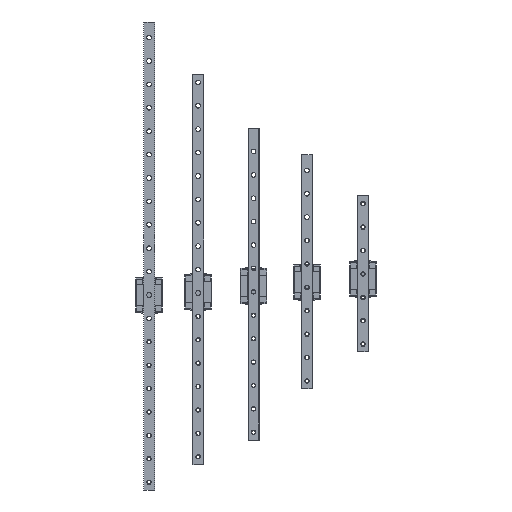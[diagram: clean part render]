
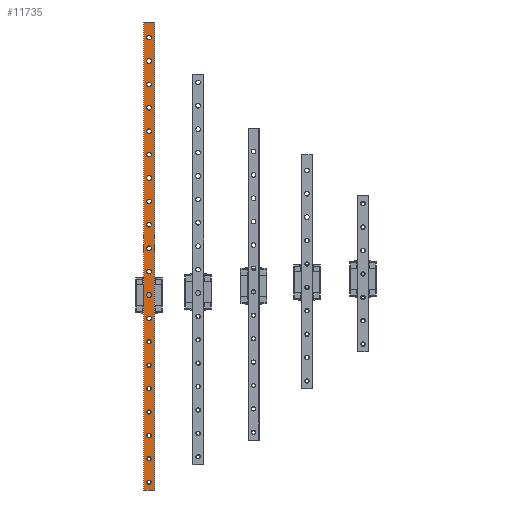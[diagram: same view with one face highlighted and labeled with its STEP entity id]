
A CAD part, front view. The second image highlights one B-rep face of the part: STEP entity #11735.
In plain terms, the highlighted planar face has unit normal (0, -1, 0).
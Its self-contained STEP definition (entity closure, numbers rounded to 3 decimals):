
#434=FACE_BOUND('',#2148,.T.);
#435=FACE_BOUND('',#2149,.T.);
#436=FACE_BOUND('',#2150,.T.);
#437=FACE_BOUND('',#2151,.T.);
#438=FACE_BOUND('',#2152,.T.);
#439=FACE_BOUND('',#2153,.T.);
#440=FACE_BOUND('',#2154,.T.);
#441=FACE_BOUND('',#2155,.T.);
#442=FACE_BOUND('',#2156,.T.);
#443=FACE_BOUND('',#2157,.T.);
#444=FACE_BOUND('',#2158,.T.);
#445=FACE_BOUND('',#2159,.T.);
#446=FACE_BOUND('',#2160,.T.);
#447=FACE_BOUND('',#2161,.T.);
#448=FACE_BOUND('',#2162,.T.);
#449=FACE_BOUND('',#2163,.T.);
#450=FACE_BOUND('',#2164,.T.);
#451=FACE_BOUND('',#2165,.T.);
#452=FACE_BOUND('',#2166,.T.);
#453=FACE_BOUND('',#2167,.T.);
#632=PLANE('',#12951);
#1367=FACE_OUTER_BOUND('',#2147,.T.);
#2147=EDGE_LOOP('',(#9417,#9418,#9419,#9420));
#2148=EDGE_LOOP('',(#9421));
#2149=EDGE_LOOP('',(#9422));
#2150=EDGE_LOOP('',(#9423));
#2151=EDGE_LOOP('',(#9424));
#2152=EDGE_LOOP('',(#9425));
#2153=EDGE_LOOP('',(#9426));
#2154=EDGE_LOOP('',(#9427));
#2155=EDGE_LOOP('',(#9428));
#2156=EDGE_LOOP('',(#9429));
#2157=EDGE_LOOP('',(#9430));
#2158=EDGE_LOOP('',(#9431));
#2159=EDGE_LOOP('',(#9432));
#2160=EDGE_LOOP('',(#9433));
#2161=EDGE_LOOP('',(#9434));
#2162=EDGE_LOOP('',(#9435));
#2163=EDGE_LOOP('',(#9436));
#2164=EDGE_LOOP('',(#9437));
#2165=EDGE_LOOP('',(#9438));
#2166=EDGE_LOOP('',(#9439));
#2167=EDGE_LOOP('',(#9440));
#2915=LINE('',#18535,#3949);
#2967=LINE('',#18731,#4001);
#2968=LINE('',#18734,#4002);
#2969=LINE('',#18735,#4003);
#3949=VECTOR('',#15064,10.);
#4001=VECTOR('',#15280,1000.);
#4002=VECTOR('',#15283,1000.);
#4003=VECTOR('',#15284,1000.);
#4952=CIRCLE('',#12813,1.5);
#4954=CIRCLE('',#12817,1.5);
#4956=CIRCLE('',#12821,1.5);
#4958=CIRCLE('',#12825,1.5);
#4960=CIRCLE('',#12829,1.5);
#4962=CIRCLE('',#12833,1.5);
#4964=CIRCLE('',#12837,1.5);
#4966=CIRCLE('',#12841,1.5);
#4968=CIRCLE('',#12845,1.5);
#4970=CIRCLE('',#12849,1.5);
#4972=CIRCLE('',#12853,1.5);
#4974=CIRCLE('',#12857,1.5);
#4979=CIRCLE('',#12866,1.5);
#4987=CIRCLE('',#12877,1.4);
#4991=CIRCLE('',#12883,1.4);
#4995=CIRCLE('',#12889,1.4);
#4999=CIRCLE('',#12895,1.4);
#5003=CIRCLE('',#12901,1.4);
#5007=CIRCLE('',#12907,1.4);
#5017=CIRCLE('',#12925,1.4);
#5669=VERTEX_POINT('',#18427);
#5671=VERTEX_POINT('',#18434);
#5673=VERTEX_POINT('',#18441);
#5675=VERTEX_POINT('',#18448);
#5677=VERTEX_POINT('',#18455);
#5679=VERTEX_POINT('',#18462);
#5681=VERTEX_POINT('',#18469);
#5683=VERTEX_POINT('',#18476);
#5685=VERTEX_POINT('',#18483);
#5687=VERTEX_POINT('',#18490);
#5689=VERTEX_POINT('',#18497);
#5691=VERTEX_POINT('',#18504);
#5696=VERTEX_POINT('',#18521);
#5701=VERTEX_POINT('',#18532);
#5702=VERTEX_POINT('',#18534);
#5718=VERTEX_POINT('',#18571);
#5722=VERTEX_POINT('',#18583);
#5726=VERTEX_POINT('',#18595);
#5730=VERTEX_POINT('',#18607);
#5734=VERTEX_POINT('',#18619);
#5738=VERTEX_POINT('',#18631);
#5748=VERTEX_POINT('',#18667);
#5764=VERTEX_POINT('',#18729);
#5765=VERTEX_POINT('',#18733);
#6954=EDGE_CURVE('',#5669,#5669,#4952,.T.);
#6957=EDGE_CURVE('',#5671,#5671,#4954,.T.);
#6960=EDGE_CURVE('',#5673,#5673,#4956,.T.);
#6963=EDGE_CURVE('',#5675,#5675,#4958,.T.);
#6966=EDGE_CURVE('',#5677,#5677,#4960,.T.);
#6969=EDGE_CURVE('',#5679,#5679,#4962,.T.);
#6972=EDGE_CURVE('',#5681,#5681,#4964,.T.);
#6975=EDGE_CURVE('',#5683,#5683,#4966,.T.);
#6978=EDGE_CURVE('',#5685,#5685,#4968,.T.);
#6981=EDGE_CURVE('',#5687,#5687,#4970,.T.);
#6984=EDGE_CURVE('',#5689,#5689,#4972,.T.);
#6987=EDGE_CURVE('',#5691,#5691,#4974,.T.);
#6995=EDGE_CURVE('',#5696,#5696,#4979,.T.);
#7000=EDGE_CURVE('',#5701,#5702,#2915,.T.);
#7020=EDGE_CURVE('',#5718,#5718,#4987,.T.);
#7026=EDGE_CURVE('',#5722,#5722,#4991,.T.);
#7032=EDGE_CURVE('',#5726,#5726,#4995,.T.);
#7038=EDGE_CURVE('',#5730,#5730,#4999,.T.);
#7044=EDGE_CURVE('',#5734,#5734,#5003,.T.);
#7050=EDGE_CURVE('',#5738,#5738,#5007,.T.);
#7068=EDGE_CURVE('',#5748,#5748,#5017,.T.);
#7099=EDGE_CURVE('',#5701,#5764,#2967,.T.);
#7100=EDGE_CURVE('',#5764,#5765,#2968,.T.);
#7101=EDGE_CURVE('',#5702,#5765,#2969,.T.);
#9417=ORIENTED_EDGE('',*,*,#7100,.T.);
#9418=ORIENTED_EDGE('',*,*,#7101,.F.);
#9419=ORIENTED_EDGE('',*,*,#7000,.F.);
#9420=ORIENTED_EDGE('',*,*,#7099,.T.);
#9421=ORIENTED_EDGE('',*,*,#6954,.T.);
#9422=ORIENTED_EDGE('',*,*,#6957,.T.);
#9423=ORIENTED_EDGE('',*,*,#6960,.T.);
#9424=ORIENTED_EDGE('',*,*,#6963,.T.);
#9425=ORIENTED_EDGE('',*,*,#6966,.T.);
#9426=ORIENTED_EDGE('',*,*,#6969,.T.);
#9427=ORIENTED_EDGE('',*,*,#6972,.T.);
#9428=ORIENTED_EDGE('',*,*,#6975,.T.);
#9429=ORIENTED_EDGE('',*,*,#6978,.T.);
#9430=ORIENTED_EDGE('',*,*,#6981,.T.);
#9431=ORIENTED_EDGE('',*,*,#6984,.T.);
#9432=ORIENTED_EDGE('',*,*,#6987,.T.);
#9433=ORIENTED_EDGE('',*,*,#6995,.T.);
#9434=ORIENTED_EDGE('',*,*,#7020,.T.);
#9435=ORIENTED_EDGE('',*,*,#7026,.T.);
#9436=ORIENTED_EDGE('',*,*,#7032,.T.);
#9437=ORIENTED_EDGE('',*,*,#7038,.T.);
#9438=ORIENTED_EDGE('',*,*,#7044,.T.);
#9439=ORIENTED_EDGE('',*,*,#7050,.T.);
#9440=ORIENTED_EDGE('',*,*,#7068,.T.);
#11735=ADVANCED_FACE('',(#1367,#434,#435,#436,#437,#438,#439,#440,#441,
#442,#443,#444,#445,#446,#447,#448,#449,#450,#451,#452,#453),#632,.F.);
#12813=AXIS2_PLACEMENT_3D('',#18429,#14935,#14936);
#12817=AXIS2_PLACEMENT_3D('',#18436,#14944,#14945);
#12821=AXIS2_PLACEMENT_3D('',#18443,#14953,#14954);
#12825=AXIS2_PLACEMENT_3D('',#18450,#14962,#14963);
#12829=AXIS2_PLACEMENT_3D('',#18457,#14971,#14972);
#12833=AXIS2_PLACEMENT_3D('',#18464,#14980,#14981);
#12837=AXIS2_PLACEMENT_3D('',#18471,#14989,#14990);
#12841=AXIS2_PLACEMENT_3D('',#18478,#14998,#14999);
#12845=AXIS2_PLACEMENT_3D('',#18485,#15007,#15008);
#12849=AXIS2_PLACEMENT_3D('',#18492,#15016,#15017);
#12853=AXIS2_PLACEMENT_3D('',#18499,#15025,#15026);
#12857=AXIS2_PLACEMENT_3D('',#18506,#15034,#15035);
#12866=AXIS2_PLACEMENT_3D('',#18523,#15055,#15056);
#12877=AXIS2_PLACEMENT_3D('',#18573,#15094,#15095);
#12883=AXIS2_PLACEMENT_3D('',#18585,#15108,#15109);
#12889=AXIS2_PLACEMENT_3D('',#18597,#15122,#15123);
#12895=AXIS2_PLACEMENT_3D('',#18609,#15136,#15137);
#12901=AXIS2_PLACEMENT_3D('',#18621,#15150,#15151);
#12907=AXIS2_PLACEMENT_3D('',#18633,#15164,#15165);
#12925=AXIS2_PLACEMENT_3D('',#18669,#15208,#15209);
#12951=AXIS2_PLACEMENT_3D('',#18732,#15281,#15282);
#14935=DIRECTION('center_axis',(0.,1.,0.));
#14936=DIRECTION('ref_axis',(1.,0.,0.));
#14944=DIRECTION('center_axis',(0.,1.,0.));
#14945=DIRECTION('ref_axis',(1.,0.,0.));
#14953=DIRECTION('center_axis',(0.,1.,0.));
#14954=DIRECTION('ref_axis',(1.,0.,0.));
#14962=DIRECTION('center_axis',(0.,1.,0.));
#14963=DIRECTION('ref_axis',(1.,0.,0.));
#14971=DIRECTION('center_axis',(0.,1.,0.));
#14972=DIRECTION('ref_axis',(1.,0.,0.));
#14980=DIRECTION('center_axis',(0.,1.,0.));
#14981=DIRECTION('ref_axis',(1.,0.,0.));
#14989=DIRECTION('center_axis',(0.,1.,0.));
#14990=DIRECTION('ref_axis',(1.,0.,0.));
#14998=DIRECTION('center_axis',(0.,1.,0.));
#14999=DIRECTION('ref_axis',(1.,0.,0.));
#15007=DIRECTION('center_axis',(0.,1.,0.));
#15008=DIRECTION('ref_axis',(1.,0.,0.));
#15016=DIRECTION('center_axis',(0.,1.,0.));
#15017=DIRECTION('ref_axis',(1.,0.,0.));
#15025=DIRECTION('center_axis',(0.,1.,0.));
#15026=DIRECTION('ref_axis',(1.,0.,0.));
#15034=DIRECTION('center_axis',(0.,1.,0.));
#15035=DIRECTION('ref_axis',(1.,0.,0.));
#15055=DIRECTION('center_axis',(0.,1.,0.));
#15056=DIRECTION('ref_axis',(1.,0.,0.));
#15064=DIRECTION('',(1.,0.,0.));
#15094=DIRECTION('center_axis',(0.,1.,0.));
#15095=DIRECTION('ref_axis',(0.,0.,1.));
#15108=DIRECTION('center_axis',(0.,1.,0.));
#15109=DIRECTION('ref_axis',(0.,0.,1.));
#15122=DIRECTION('center_axis',(0.,1.,0.));
#15123=DIRECTION('ref_axis',(0.,0.,1.));
#15136=DIRECTION('center_axis',(0.,1.,0.));
#15137=DIRECTION('ref_axis',(0.,0.,1.));
#15150=DIRECTION('center_axis',(0.,1.,0.));
#15151=DIRECTION('ref_axis',(0.,0.,1.));
#15164=DIRECTION('center_axis',(0.,1.,0.));
#15165=DIRECTION('ref_axis',(0.,0.,1.));
#15208=DIRECTION('center_axis',(0.,1.,0.));
#15209=DIRECTION('ref_axis',(0.,0.,1.));
#15280=DIRECTION('',(0.,0.,-1.));
#15281=DIRECTION('center_axis',(0.,1.,0.));
#15282=DIRECTION('ref_axis',(0.,0.,1.));
#15283=DIRECTION('',(1.,0.,0.));
#15284=DIRECTION('',(0.,0.,-1.));
#18427=CARTESIAN_POINT('',(-1.5,-2.4,290.));
#18429=CARTESIAN_POINT('Origin',(0.,-2.4,
290.));
#18434=CARTESIAN_POINT('',(-1.5,-2.4,275.));
#18436=CARTESIAN_POINT('Origin',(0.,-2.4,
275.));
#18441=CARTESIAN_POINT('',(-1.5,-2.4,260.));
#18443=CARTESIAN_POINT('Origin',(0.,-2.4,
260.));
#18448=CARTESIAN_POINT('',(-1.5,-2.4,245.));
#18450=CARTESIAN_POINT('Origin',(0.,-2.4,
245.));
#18455=CARTESIAN_POINT('',(-1.5,-2.4,230.));
#18457=CARTESIAN_POINT('Origin',(0.,-2.4,
230.));
#18462=CARTESIAN_POINT('',(-1.5,-2.4,215.));
#18464=CARTESIAN_POINT('Origin',(0.,-2.4,
215.));
#18469=CARTESIAN_POINT('',(-1.5,-2.4,200.));
#18471=CARTESIAN_POINT('Origin',(0.,-2.4,
200.));
#18476=CARTESIAN_POINT('',(-1.5,-2.4,185.));
#18478=CARTESIAN_POINT('Origin',(0.,-2.4,
185.));
#18483=CARTESIAN_POINT('',(-1.5,-2.4,170.));
#18485=CARTESIAN_POINT('Origin',(0.,-2.4,
170.));
#18490=CARTESIAN_POINT('',(-1.5,-2.4,155.));
#18492=CARTESIAN_POINT('Origin',(0.,-2.4,
155.));
#18497=CARTESIAN_POINT('',(-1.5,-2.4,140.));
#18499=CARTESIAN_POINT('Origin',(0.,-2.4,
140.));
#18504=CARTESIAN_POINT('',(-1.5,-2.4,125.));
#18506=CARTESIAN_POINT('Origin',(0.,-2.4,
125.));
#18521=CARTESIAN_POINT('',(-1.5,-2.4,110.));
#18523=CARTESIAN_POINT('Origin',(0.,-2.4,
110.));
#18532=CARTESIAN_POINT('',(-3.3,-2.4,300.));
#18534=CARTESIAN_POINT('',(3.3,-2.4,300.));
#18535=CARTESIAN_POINT('',(-3.3,-2.4,300.));
#18571=CARTESIAN_POINT('',(0.,-2.4,96.4));
#18573=CARTESIAN_POINT('Origin',(0.,-2.4,95.));
#18583=CARTESIAN_POINT('',(0.,-2.4,81.4));
#18585=CARTESIAN_POINT('Origin',(0.,-2.4,80.));
#18595=CARTESIAN_POINT('',(0.,-2.4,66.4));
#18597=CARTESIAN_POINT('Origin',(0.,-2.4,65.));
#18607=CARTESIAN_POINT('',(0.,-2.4,51.4));
#18609=CARTESIAN_POINT('Origin',(0.,-2.4,50.));
#18619=CARTESIAN_POINT('',(0.,-2.4,36.4));
#18621=CARTESIAN_POINT('Origin',(0.,-2.4,35.));
#18631=CARTESIAN_POINT('',(0.,-2.4,21.4));
#18633=CARTESIAN_POINT('Origin',(0.,-2.4,20.));
#18667=CARTESIAN_POINT('',(0.,-2.4,6.4));
#18669=CARTESIAN_POINT('Origin',(0.,-2.4,5.));
#18729=CARTESIAN_POINT('',(-3.3,-2.4,0.));
#18731=CARTESIAN_POINT('',(-3.3,-2.4,100.));
#18732=CARTESIAN_POINT('Origin',(-3.3,-2.4,100.));
#18733=CARTESIAN_POINT('',(3.3,-2.4,0.));
#18734=CARTESIAN_POINT('',(-3.3,-2.4,0.));
#18735=CARTESIAN_POINT('',(3.3,-2.4,100.));
